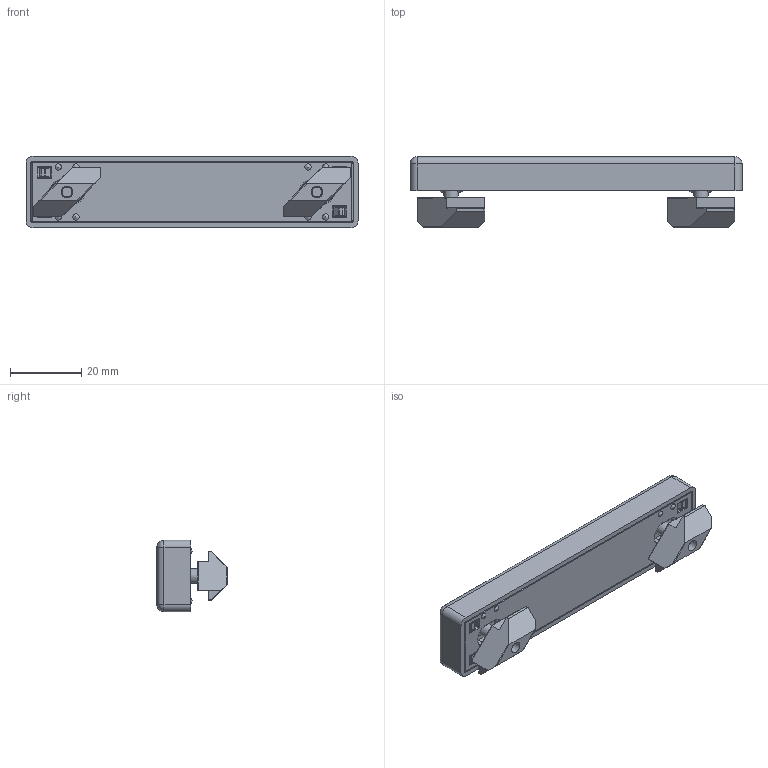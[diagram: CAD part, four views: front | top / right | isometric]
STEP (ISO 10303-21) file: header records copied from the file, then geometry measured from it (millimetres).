
FILE_DESCRIPTION(/* description */ ('KriTec Türschnaepper 8 Raster 40 Zn'),/* implementation_level */ '2;1');
FILE_NAME(/* name */ '13022.stp',/* time_stamp */ '2019-05-20T14:53:43+02:00',/* author */ ('jendrek'),/* organization */ (''),/* preprocessor_version */ 'ST-DEVELOPER v17',/* originating_system */ 'Autodesk Inventor 2018',/* authorisation */ '');
FILE_SCHEMA (('AUTOMOTIVE_DESIGN { 1 0 10303 214 3 1 1 }'));
Length unit declared in the file: millimetre
Products named in the file (7): 13022; 13022_Tuerschneapper; 13022_Abdeckplatte; 13022_Raste; 13022_Raste 2; 11017; 17012_KriTec_Senkkopfschraube_Mx16_ISO_10642_DIN_7991
Assembly tree (8 placements, depth 2):
  13022
    13022_Tuerschneapper
    13022_Abdeckplatte
    13022_Raste
    13022_Raste 2
    11017  x2
    17012_KriTec_Senkkopfschraube_Mx16_ISO_10642_DIN_7991  x2
Bounding box: 93 x 19.7 x 20 mm (x, y, z)
Volume: 15367.7 mm3; surface area: 16366.8 mm2
Topology: 8 solids, 8 shells, 945 faces, 2291 edges, 1304 vertices
Faces by surface type: cylinder 408, plane 262, torus 83, bspline 83, sphere 71, cone 38
Full cylindrical faces by diameter (mm): 3.242 x2, 4 x2, 4.2 x2, 4.5 x2, 7.5 x2
Entity records: 29056 total; most frequent: CARTESIAN_POINT 7271, DIRECTION 4622, ORIENTED_EDGE 4212, EDGE_CURVE 2106, AXIS2_PLACEMENT_3D 1774, VERTEX_POINT 1230, LINE 1074, VECTOR 1074
